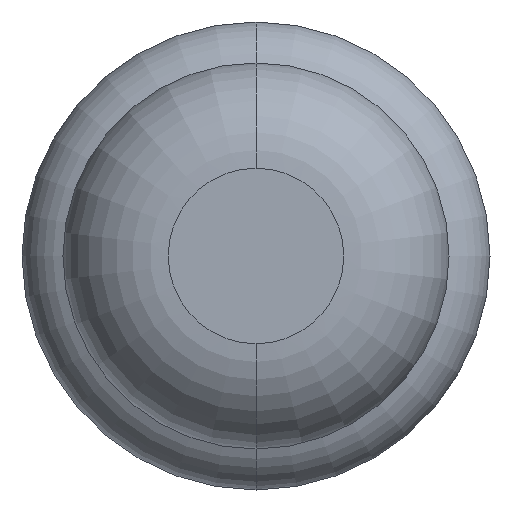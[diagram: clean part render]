
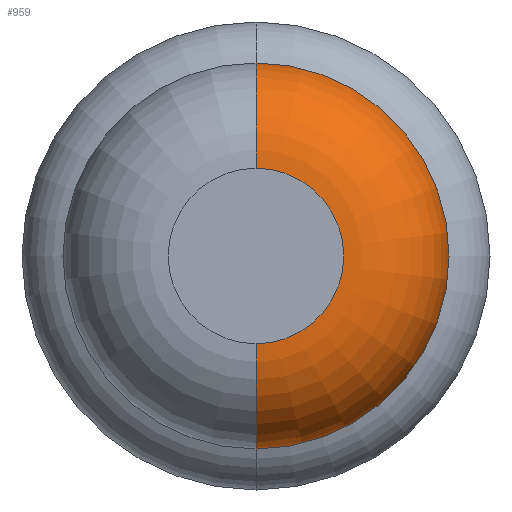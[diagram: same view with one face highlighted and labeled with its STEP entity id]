
A CAD part, front view. The second image highlights one B-rep face of the part: STEP entity #959.
In plain terms, the highlighted toroidal (fillet/blend) face has major radius 0.375 mm and minor radius 0.45 mm.
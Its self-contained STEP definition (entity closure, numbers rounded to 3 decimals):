
#81 = EDGE_CURVE ( 'NONE', #2125, #2453, #669, .T. ) ;
#114 = AXIS2_PLACEMENT_3D ( 'NONE', #2859, #2535, #879 ) ;
#297 = ORIENTED_EDGE ( 'NONE', *, *, #81, .T. ) ;
#501 = CIRCLE ( 'NONE', #3278, 0.825 ) ;
#669 = CIRCLE ( 'NONE', #3353, 0.45 ) ;
#696 = EDGE_LOOP ( 'NONE', ( #3404, #297, #1372, #1831 ) ) ;
#802 = DIRECTION ( 'NONE',  ( 0., 1., 0. ) ) ;
#842 = EDGE_CURVE ( 'Defeature ausgef�hrt1_6+Defeature ausgef�hrt1_5+Defeature ausgef�hrt1_5+Defeature ausgef�hrt1_5', #3005, #2125, #3147, .T. ) ;
#879 = DIRECTION ( 'NONE',  ( 0., 0., 1. ) ) ;
#959 = ADVANCED_FACE ( 'Defeature ausgef�hrt1_6', ( #2538 ), #1559, .T. ) ;
#1113 = CARTESIAN_POINT ( 'NONE',  ( 0., -29.95, 0. ) ) ;
#1242 = DIRECTION ( 'NONE',  ( 0., 1., 0. ) ) ;
#1319 = CARTESIAN_POINT ( 'NONE',  ( 0., -29.95, 0.825 ) ) ;
#1372 = ORIENTED_EDGE ( 'NONE', *, *, #2246, .F. ) ;
#1476 = DIRECTION ( 'NONE',  ( 0., 0., -1. ) ) ;
#1559 = TOROIDAL_SURFACE ( 'NONE', #3568, 0.375, 0.45 ) ;
#1741 = DIRECTION ( 'NONE',  ( 0., 0., 1. ) ) ;
#1831 = ORIENTED_EDGE ( 'NONE', *, *, #3221, .F. ) ;
#1888 = DIRECTION ( 'NONE',  ( 0., 0., 1. ) ) ;
#2125 = VERTEX_POINT ( 'NONE', #2237 ) ;
#2180 = CARTESIAN_POINT ( 'NONE',  ( 0., -29.95, -0.825 ) ) ;
#2237 = CARTESIAN_POINT ( 'NONE',  ( 0., -30.4, -0.375 ) ) ;
#2246 = EDGE_CURVE ( 'Defeature ausgef�hrt1_7+Defeature ausgef�hrt1_6+Defeature ausgef�hrt1_6+Defeature ausgef�hrt1_6', #3589, #2453, #501, .T. ) ;
#2453 = VERTEX_POINT ( 'NONE', #2180 ) ;
#2494 = CARTESIAN_POINT ( 'NONE',  ( 0., -30.4, 0.375 ) ) ;
#2533 = DIRECTION ( 'NONE',  ( 0., 1., 0. ) ) ;
#2535 = DIRECTION ( 'NONE',  ( -1., 0., 0. ) ) ;
#2538 = FACE_OUTER_BOUND ( 'NONE', #696, .T. ) ;
#2644 = CARTESIAN_POINT ( 'NONE',  ( 0., -29.95, 0. ) ) ;
#2757 = CIRCLE ( 'NONE', #114, 0.45 ) ;
#2859 = CARTESIAN_POINT ( 'NONE',  ( 0., -29.95, 0.375 ) ) ;
#3005 = VERTEX_POINT ( 'NONE', #2494 ) ;
#3135 = AXIS2_PLACEMENT_3D ( 'NONE', #3560, #802, #1888 ) ;
#3147 = CIRCLE ( 'NONE', #3135, 0.375 ) ;
#3221 = EDGE_CURVE ( 'NONE', #3005, #3589, #2757, .T. ) ;
#3278 = AXIS2_PLACEMENT_3D ( 'NONE', #2644, #1242, #3476 ) ;
#3353 = AXIS2_PLACEMENT_3D ( 'NONE', #3419, #3382, #1476 ) ;
#3382 = DIRECTION ( 'NONE',  ( 1., 0., 0. ) ) ;
#3404 = ORIENTED_EDGE ( 'NONE', *, *, #842, .T. ) ;
#3419 = CARTESIAN_POINT ( 'NONE',  ( 0., -29.95, -0.375 ) ) ;
#3476 = DIRECTION ( 'NONE',  ( 0., 0., 1. ) ) ;
#3560 = CARTESIAN_POINT ( 'NONE',  ( 0., -30.4, 0. ) ) ;
#3568 = AXIS2_PLACEMENT_3D ( 'NONE', #1113, #2533, #1741 ) ;
#3589 = VERTEX_POINT ( 'NONE', #1319 ) ;
